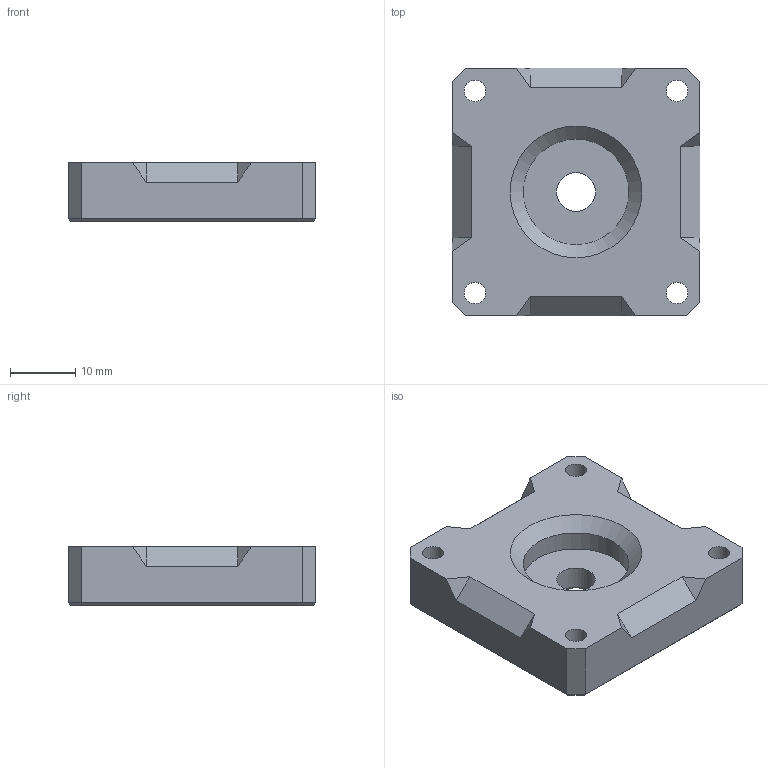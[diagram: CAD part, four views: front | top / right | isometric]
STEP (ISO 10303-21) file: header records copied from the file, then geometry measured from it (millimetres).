
FILE_DESCRIPTION(/* description */ ('STEP AP242','CAx-IF Rec.Pracs.---Representation and Presentation of Product Manufacturing Information (PMI)---4.0---2014-10-13','CAx-IF Rec.Pracs.---3D Tessellated Geometry---0.4---2014-09-14','2;1'),/* implementation_level */ '2;1');
FILE_NAME(/* name */ '61c8e42267ddf04c1d9317d0',/* time_stamp */ '2021-12-26T21:52:35+00:00',/* author */ (''),/* organization */ (''),/* preprocessor_version */ 'ST-DEVELOPER v18.101',/* originating_system */ ' ',/* authorisation */ ' ');
FILE_SCHEMA (('AP242_MANAGED_MODEL_BASED_3D_ENGINEERING_MIM_LF { 1 0 10303 442 1 1 4 }'));
Length unit declared in the file: metre
Products named in the file (1): pillow_block
Bounding box: 38 x 38 x 9 mm (x, y, z)
Volume: 11067.9 mm3; surface area: 4575.3 mm2
Topology: 1 solids, 1 shells, 43 faces, 107 edges, 67 vertices
Faces by surface type: plane 31, cylinder 6, cone 6
Full cylindrical faces by diameter (mm): 3.3 x4, 6 x1, 16.2 x1
Entity records: 1228 total; most frequent: CARTESIAN_POINT 204, DIRECTION 200, ORIENTED_EDGE 188, EDGE_CURVE 94, LINE 76, VECTOR 76, VERTEX_POINT 66, EDGE_LOOP 66
